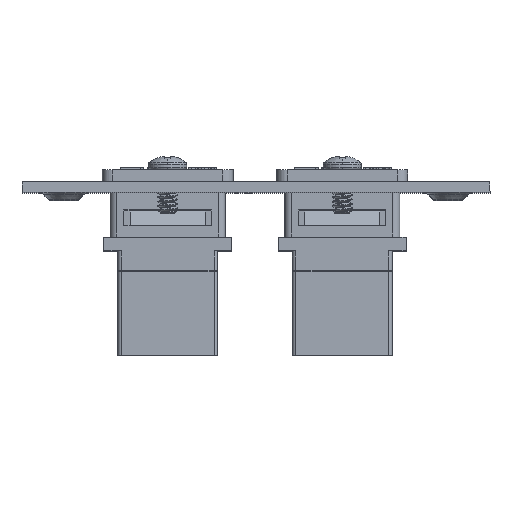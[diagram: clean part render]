
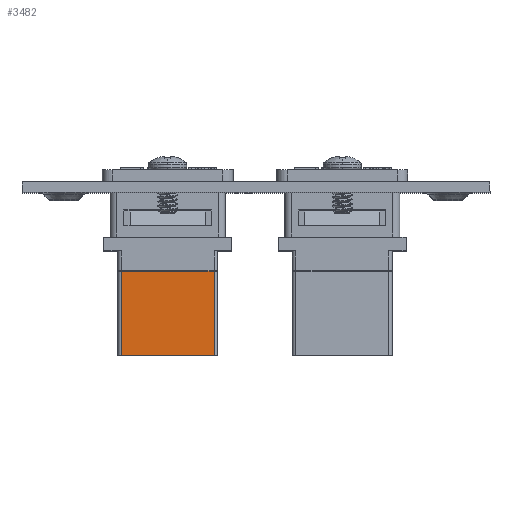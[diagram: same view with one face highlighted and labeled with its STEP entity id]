
A CAD part, top view. The second image highlights one B-rep face of the part: STEP entity #3482.
In plain terms, the highlighted face is planar.
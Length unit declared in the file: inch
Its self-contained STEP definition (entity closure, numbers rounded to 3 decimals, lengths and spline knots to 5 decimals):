
#47 = EDGE_CURVE ( 'NONE', #15159, #7532, #11459, .T. ) ;
#409 = DIRECTION ( 'NONE',  ( 0., 0., 1. ) ) ;
#478 = CARTESIAN_POINT ( 'NONE',  ( 0.04724, -0.3189, 0.26575 ) ) ;
#645 = ORIENTED_EDGE ( 'NONE', *, *, #7437, .F. ) ;
#727 = VERTEX_POINT ( 'NONE', #6609 ) ;
#741 = DIRECTION ( 'NONE',  ( 0., 1., 0. ) ) ;
#900 = VERTEX_POINT ( 'NONE', #478 ) ;
#1738 = CARTESIAN_POINT ( 'NONE',  ( 0.52953, -0.3189, 0.28543 ) ) ;
#2416 = CARTESIAN_POINT ( 'NONE',  ( 0.52953, -0.3189, 0.28543 ) ) ;
#3482 = ADVANCED_FACE ( 'NONE', ( #15461 ), #6528, .F. ) ;
#3997 = ORIENTED_EDGE ( 'NONE', *, *, #47, .F. ) ;
#5573 = EDGE_CURVE ( 'NONE', #15159, #900, #16035, .T. ) ;
#5882 = ORIENTED_EDGE ( 'NONE', *, *, #15403, .T. ) ;
#6197 = VECTOR ( 'NONE', #7440, 39.37008 ) ;
#6528 = PLANE ( 'NONE',  #12647 ) ;
#6609 = CARTESIAN_POINT ( 'NONE',  ( 0.04724, -0.3189, -0.26575 ) ) ;
#6815 = CARTESIAN_POINT ( 'NONE',  ( 0.52953, -0.3189, -0.26575 ) ) ;
#7437 = EDGE_CURVE ( 'NONE', #727, #900, #12929, .T. ) ;
#7440 = DIRECTION ( 'NONE',  ( 0., 0., 1. ) ) ;
#7532 = VERTEX_POINT ( 'NONE', #8957 ) ;
#7741 = LINE ( 'NONE', #6815, #15337 ) ;
#8590 = DIRECTION ( 'NONE',  ( 0., 0., -1. ) ) ;
#8769 = CARTESIAN_POINT ( 'NONE',  ( 0.52953, -0.3189, 0.26575 ) ) ;
#8883 = VECTOR ( 'NONE', #12885, 39.37008 ) ;
#8957 = CARTESIAN_POINT ( 'NONE',  ( 0.52953, -0.3189, -0.26575 ) ) ;
#10161 = CARTESIAN_POINT ( 'NONE',  ( 0.52953, -0.3189, 0.26575 ) ) ;
#10641 = EDGE_LOOP ( 'NONE', ( #645, #5882, #3997, #12827 ) ) ;
#11459 = LINE ( 'NONE', #2416, #14191 ) ;
#12647 = AXIS2_PLACEMENT_3D ( 'NONE', #1738, #741, #409 ) ;
#12827 = ORIENTED_EDGE ( 'NONE', *, *, #5573, .T. ) ;
#12885 = DIRECTION ( 'NONE',  ( -1., 0., 0. ) ) ;
#12929 = LINE ( 'NONE', #15496, #6197 ) ;
#14191 = VECTOR ( 'NONE', #8590, 39.37008 ) ;
#15159 = VERTEX_POINT ( 'NONE', #8769 ) ;
#15337 = VECTOR ( 'NONE', #16205, 39.37008 ) ;
#15403 = EDGE_CURVE ( 'NONE', #727, #7532, #7741, .T. ) ;
#15461 = FACE_OUTER_BOUND ( 'NONE', #10641, .T. ) ;
#15496 = CARTESIAN_POINT ( 'NONE',  ( 0.04724, -0.3189, -0.36543 ) ) ;
#16035 = LINE ( 'NONE', #10161, #8883 ) ;
#16205 = DIRECTION ( 'NONE',  ( 1., 0., 0. ) ) ;
